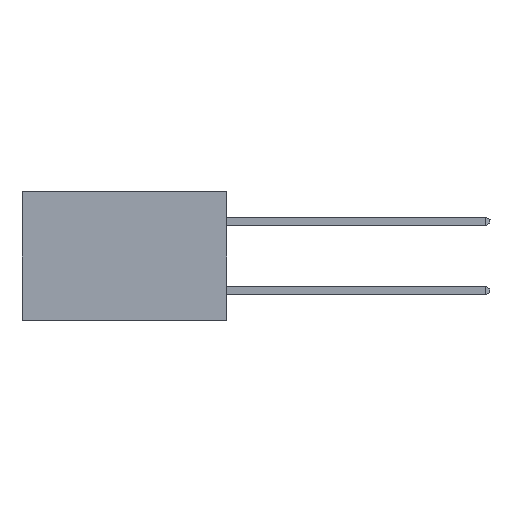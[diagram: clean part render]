
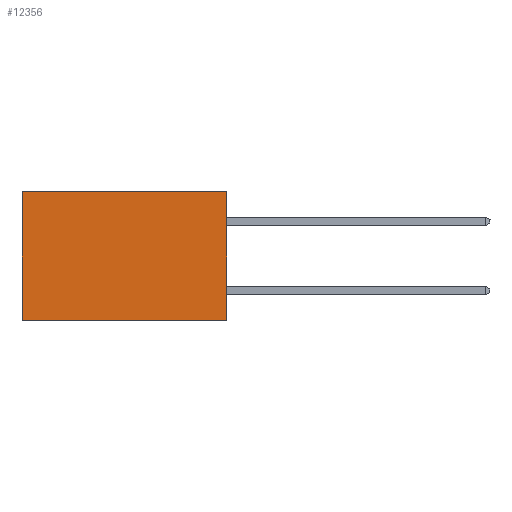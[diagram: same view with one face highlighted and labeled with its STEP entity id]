
A CAD part, left-side view. The second image highlights one B-rep face of the part: STEP entity #12356.
In plain terms, the highlighted planar face has unit normal (-1, 0, 0).
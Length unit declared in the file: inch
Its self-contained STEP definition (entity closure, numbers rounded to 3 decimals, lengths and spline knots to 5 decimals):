
#85 = VECTOR ( 'NONE', #12145, 39.37008 ) ;
#262 = CARTESIAN_POINT ( 'NONE',  ( 0.277, 0., -0.37 ) ) ;
#1327 = ORIENTED_EDGE ( 'NONE', *, *, #22980, .F. ) ;
#1830 = CARTESIAN_POINT ( 'NONE',  ( 0.277, 0.59, 0. ) ) ;
#2333 = CARTESIAN_POINT ( 'NONE',  ( 0.277, 0., -0.37 ) ) ;
#2480 = VERTEX_POINT ( 'NONE', #15462 ) ;
#2739 = ORIENTED_EDGE ( 'NONE', *, *, #25127, .T. ) ;
#3601 = ORIENTED_EDGE ( 'NONE', *, *, #4934, .F. ) ;
#4762 = LINE ( 'NONE', #2333, #29715 ) ;
#4934 = EDGE_CURVE ( 'NONE', #28243, #2480, #10778, .T. ) ;
#6014 = ORIENTED_EDGE ( 'NONE', *, *, #14516, .T. ) ;
#6572 = LINE ( 'NONE', #7228, #85 ) ;
#7228 = CARTESIAN_POINT ( 'NONE',  ( 0.277, 0., 0. ) ) ;
#8671 = EDGE_LOOP ( 'NONE', ( #6014, #1327, #3601, #2739 ) ) ;
#9755 = CARTESIAN_POINT ( 'NONE',  ( 0.277, 0.59, -0.37 ) ) ;
#10094 = PLANE ( 'NONE',  #12962 ) ;
#10778 = LINE ( 'NONE', #23061, #28498 ) ;
#10826 = DIRECTION ( 'NONE',  ( 0., 0., -1. ) ) ;
#12145 = DIRECTION ( 'NONE',  ( 0., 1., 0. ) ) ;
#12356 = ADVANCED_FACE ( 'NONE', ( #27547 ), #10094, .F. ) ;
#12531 = DIRECTION ( 'NONE',  ( 0., 0., -1. ) ) ;
#12962 = AXIS2_PLACEMENT_3D ( 'NONE', #262, #26989, #12531 ) ;
#14403 = CARTESIAN_POINT ( 'NONE',  ( 0.277, 0., 0. ) ) ;
#14516 = EDGE_CURVE ( 'NONE', #30168, #18585, #23733, .T. ) ;
#15462 = CARTESIAN_POINT ( 'NONE',  ( 0.277, 0., -0.37 ) ) ;
#17327 = VECTOR ( 'NONE', #10826, 39.37008 ) ;
#18069 = CARTESIAN_POINT ( 'NONE',  ( 0.277, 0.59, -0.37 ) ) ;
#18585 = VERTEX_POINT ( 'NONE', #9755 ) ;
#18774 = DIRECTION ( 'NONE',  ( 0., 0., -1. ) ) ;
#22980 = EDGE_CURVE ( 'NONE', #2480, #18585, #4762, .T. ) ;
#23061 = CARTESIAN_POINT ( 'NONE',  ( 0.277, 0., -0.37 ) ) ;
#23733 = LINE ( 'NONE', #18069, #17327 ) ;
#25127 = EDGE_CURVE ( 'NONE', #28243, #30168, #6572, .T. ) ;
#26614 = DIRECTION ( 'NONE',  ( 0., 1., 0. ) ) ;
#26989 = DIRECTION ( 'NONE',  ( 1., 0., 0. ) ) ;
#27547 = FACE_OUTER_BOUND ( 'NONE', #8671, .T. ) ;
#28243 = VERTEX_POINT ( 'NONE', #14403 ) ;
#28498 = VECTOR ( 'NONE', #18774, 39.37008 ) ;
#29715 = VECTOR ( 'NONE', #26614, 39.37008 ) ;
#30168 = VERTEX_POINT ( 'NONE', #1830 ) ;
